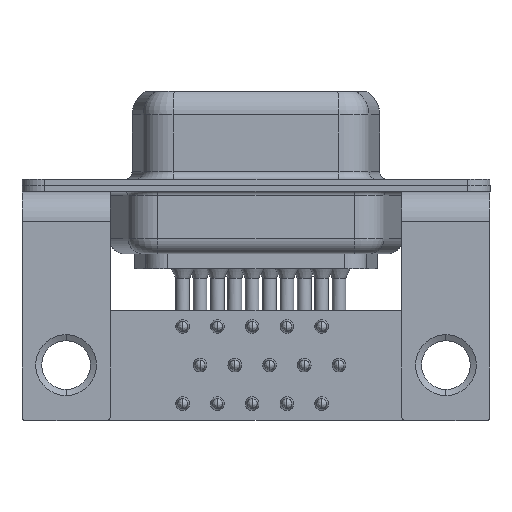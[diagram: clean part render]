
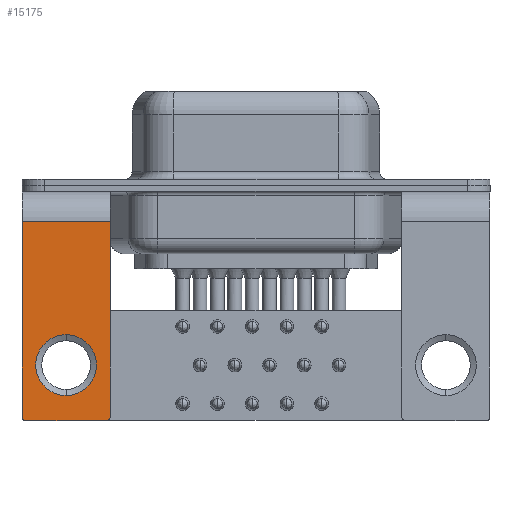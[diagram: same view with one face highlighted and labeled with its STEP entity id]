
A CAD part, front view. The second image highlights one B-rep face of the part: STEP entity #15175.
In plain terms, the highlighted planar face has unit normal (0, -1, 0).
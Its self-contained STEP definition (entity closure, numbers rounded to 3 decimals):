
#79 = VECTOR ( 'NONE', #7913, 1000. ) ;
#1066 = CARTESIAN_POINT ( 'NONE',  ( -2.9, -6.25, -15.25 ) ) ;
#1463 = DIRECTION ( 'NONE',  ( 0., 0., 1. ) ) ;
#1612 = VECTOR ( 'NONE', #13597, 1000. ) ;
#1973 = VECTOR ( 'NONE', #21086, 1000. ) ;
#1994 = FACE_OUTER_BOUND ( 'NONE', #19485, .T. ) ;
#2394 = ORIENTED_EDGE ( 'NONE', *, *, #10034, .T. ) ;
#2452 = CARTESIAN_POINT ( 'NONE',  ( 2.9, -6.25, -15.25 ) ) ;
#2509 = LINE ( 'NONE', #19377, #1973 ) ;
#3838 = DIRECTION ( 'NONE',  ( 0., 0., -1. ) ) ;
#3897 = CIRCLE ( 'NONE', #9838, 2. ) ;
#4057 = VERTEX_POINT ( 'NONE', #2452 ) ;
#4070 = CARTESIAN_POINT ( 'NONE',  ( 2.9, -6.25, -2.4 ) ) ;
#4157 = CIRCLE ( 'NONE', #12748, 0.25 ) ;
#4195 = VERTEX_POINT ( 'NONE', #4070 ) ;
#4590 = LINE ( 'NONE', #13811, #12939 ) ;
#4728 = EDGE_CURVE ( 'NONE', #11548, #20004, #17356, .T. ) ;
#5317 = CARTESIAN_POINT ( 'NONE',  ( 0., -6.25, -9.83 ) ) ;
#5510 = CARTESIAN_POINT ( 'NONE',  ( 0., -6.25, -11.83 ) ) ;
#6021 = AXIS2_PLACEMENT_3D ( 'NONE', #18712, #8709, #20383 ) ;
#6153 = EDGE_LOOP ( 'NONE', ( #13672, #2394 ) ) ;
#6789 = EDGE_CURVE ( 'NONE', #4195, #11548, #2509, .T. ) ;
#7067 = ORIENTED_EDGE ( 'NONE', *, *, #6789, .T. ) ;
#7150 = EDGE_CURVE ( 'NONE', #20004, #10872, #15027, .T. ) ;
#7193 = DIRECTION ( 'NONE',  ( 0., 0., 1. ) ) ;
#7231 = EDGE_CURVE ( 'NONE', #4195, #4057, #4590, .T. ) ;
#7913 = DIRECTION ( 'NONE',  ( 0., 0., -1. ) ) ;
#8188 = CARTESIAN_POINT ( 'NONE',  ( 2.9, -6.25, -2.4 ) ) ;
#8321 = CARTESIAN_POINT ( 'NONE',  ( 2.65, -6.25, -15.25 ) ) ;
#8450 = CIRCLE ( 'NONE', #10828, 2. ) ;
#8709 = DIRECTION ( 'NONE',  ( 0., -1., 0. ) ) ;
#8719 = VERTEX_POINT ( 'NONE', #9574 ) ;
#9574 = CARTESIAN_POINT ( 'NONE',  ( 2.65, -6.25, -15.5 ) ) ;
#9838 = AXIS2_PLACEMENT_3D ( 'NONE', #5510, #17195, #7193 ) ;
#9874 = DIRECTION ( 'NONE',  ( 0., 0., 1. ) ) ;
#9904 = ORIENTED_EDGE ( 'NONE', *, *, #7231, .F. ) ;
#9978 = DIRECTION ( 'NONE',  ( 0., 0., 1. ) ) ;
#10034 = EDGE_CURVE ( 'NONE', #18161, #13988, #8450, .T. ) ;
#10443 = ORIENTED_EDGE ( 'NONE', *, *, #17757, .F. ) ;
#10530 = CARTESIAN_POINT ( 'NONE',  ( -2.9, -6.25, -2.4 ) ) ;
#10828 = AXIS2_PLACEMENT_3D ( 'NONE', #21493, #11480, #1463 ) ;
#10861 = FACE_BOUND ( 'NONE', #6153, .T. ) ;
#10872 = VERTEX_POINT ( 'NONE', #20067 ) ;
#11480 = DIRECTION ( 'NONE',  ( 0., 1., 0. ) ) ;
#11548 = VERTEX_POINT ( 'NONE', #15071 ) ;
#11602 = CARTESIAN_POINT ( 'NONE',  ( 0., -6.25, -13.83 ) ) ;
#11939 = CARTESIAN_POINT ( 'NONE',  ( 2.9, -6.25, -15.5 ) ) ;
#12748 = AXIS2_PLACEMENT_3D ( 'NONE', #8321, #19998, #9978 ) ;
#12939 = VECTOR ( 'NONE', #3838, 1000. ) ;
#13170 = PLANE ( 'NONE',  #20034 ) ;
#13597 = DIRECTION ( 'NONE',  ( -1., 0., 0. ) ) ;
#13672 = ORIENTED_EDGE ( 'NONE', *, *, #20115, .T. ) ;
#13811 = CARTESIAN_POINT ( 'NONE',  ( 2.9, -6.25, -2.4 ) ) ;
#13988 = VERTEX_POINT ( 'NONE', #11602 ) ;
#13996 = EDGE_CURVE ( 'NONE', #8719, #4057, #4157, .T. ) ;
#14957 = LINE ( 'NONE', #11939, #1612 ) ;
#15027 = CIRCLE ( 'NONE', #6021, 0.25 ) ;
#15071 = CARTESIAN_POINT ( 'NONE',  ( -2.9, -6.25, -2.4 ) ) ;
#15175 = ADVANCED_FACE ( 'NONE', ( #10861, #1994 ), #13170, .F. ) ;
#17195 = DIRECTION ( 'NONE',  ( 0., 1., 0. ) ) ;
#17356 = LINE ( 'NONE', #10530, #79 ) ;
#17757 = EDGE_CURVE ( 'NONE', #8719, #10872, #14957, .T. ) ;
#18161 = VERTEX_POINT ( 'NONE', #5317 ) ;
#18712 = CARTESIAN_POINT ( 'NONE',  ( -2.65, -6.25, -15.25 ) ) ;
#19377 = CARTESIAN_POINT ( 'NONE',  ( 2.9, -6.25, -2.4 ) ) ;
#19485 = EDGE_LOOP ( 'NONE', ( #21713, #21180, #10443, #19574, #9904, #7067 ) ) ;
#19574 = ORIENTED_EDGE ( 'NONE', *, *, #13996, .T. ) ;
#19871 = DIRECTION ( 'NONE',  ( 0., 1., 0. ) ) ;
#19998 = DIRECTION ( 'NONE',  ( 0., -1., 0. ) ) ;
#20004 = VERTEX_POINT ( 'NONE', #1066 ) ;
#20034 = AXIS2_PLACEMENT_3D ( 'NONE', #8188, #19871, #9874 ) ;
#20067 = CARTESIAN_POINT ( 'NONE',  ( -2.65, -6.25, -15.5 ) ) ;
#20115 = EDGE_CURVE ( 'NONE', #13988, #18161, #3897, .T. ) ;
#20383 = DIRECTION ( 'NONE',  ( 0., 0., 1. ) ) ;
#21086 = DIRECTION ( 'NONE',  ( -1., 0., 0. ) ) ;
#21180 = ORIENTED_EDGE ( 'NONE', *, *, #7150, .T. ) ;
#21493 = CARTESIAN_POINT ( 'NONE',  ( 0., -6.25, -11.83 ) ) ;
#21713 = ORIENTED_EDGE ( 'NONE', *, *, #4728, .T. ) ;
